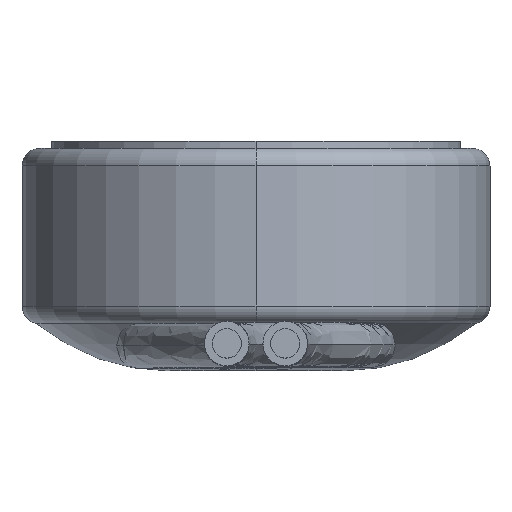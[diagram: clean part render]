
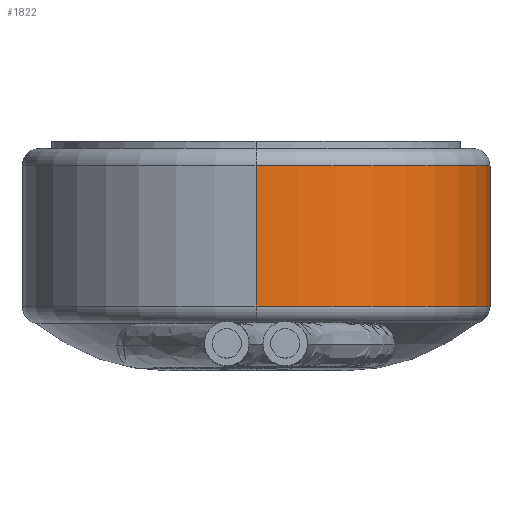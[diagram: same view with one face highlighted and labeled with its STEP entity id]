
A CAD part, top view. The second image highlights one B-rep face of the part: STEP entity #1822.
In plain terms, the highlighted cylindrical face has radius 2 mm (diameter 4 mm), a partial arc.
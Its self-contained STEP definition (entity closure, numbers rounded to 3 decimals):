
#74 = CYLINDRICAL_SURFACE ( 'NONE', #1011, 2. ) ;
#95 = VERTEX_POINT ( 'NONE', #876 ) ;
#144 = DIRECTION ( 'NONE',  ( 0., 0., -1. ) ) ;
#180 = ORIENTED_EDGE ( 'NONE', *, *, #1644, .F. ) ;
#198 = ORIENTED_EDGE ( 'NONE', *, *, #1847, .T. ) ;
#222 = ORIENTED_EDGE ( 'NONE', *, *, #2060, .T. ) ;
#282 = LINE ( 'NONE', #1628, #636 ) ;
#403 = DIRECTION ( 'NONE',  ( 0., -1., 0. ) ) ;
#430 = AXIS2_PLACEMENT_3D ( 'NONE', #922, #2134, #1092 ) ;
#435 = VERTEX_POINT ( 'NONE', #600 ) ;
#591 = DIRECTION ( 'NONE',  ( 0., -1., 0. ) ) ;
#600 = CARTESIAN_POINT ( 'NONE',  ( 0., 0.15, 2. ) ) ;
#636 = VECTOR ( 'NONE', #403, 1000. ) ;
#726 = CARTESIAN_POINT ( 'NONE',  ( 0., 1.35, -2. ) ) ;
#868 = ORIENTED_EDGE ( 'NONE', *, *, #1708, .F. ) ;
#876 = CARTESIAN_POINT ( 'NONE',  ( 0., 0.15, -2. ) ) ;
#901 = AXIS2_PLACEMENT_3D ( 'NONE', #2070, #1031, #2240 ) ;
#922 = CARTESIAN_POINT ( 'NONE',  ( 0., 0.15, 0. ) ) ;
#985 = VERTEX_POINT ( 'NONE', #2222 ) ;
#1011 = AXIS2_PLACEMENT_3D ( 'NONE', #1664, #1480, #144 ) ;
#1031 = DIRECTION ( 'NONE',  ( 0., -1., 0. ) ) ;
#1092 = DIRECTION ( 'NONE',  ( 0., 0., -1. ) ) ;
#1258 = VERTEX_POINT ( 'NONE', #726 ) ;
#1367 = CIRCLE ( 'NONE', #901, 2. ) ;
#1480 = DIRECTION ( 'NONE',  ( 0., -1., 0. ) ) ;
#1607 = EDGE_LOOP ( 'NONE', ( #198, #222, #180, #868 ) ) ;
#1628 = CARTESIAN_POINT ( 'NONE',  ( 0., 0., 2. ) ) ;
#1638 = CARTESIAN_POINT ( 'NONE',  ( 0., 0., -2. ) ) ;
#1644 = EDGE_CURVE ( 'NONE', #95, #435, #2151, .T. ) ;
#1664 = CARTESIAN_POINT ( 'NONE',  ( 0., 0., 0. ) ) ;
#1708 = EDGE_CURVE ( 'NONE', #1258, #95, #2101, .T. ) ;
#1822 = ADVANCED_FACE ( 'NONE', ( #1997 ), #74, .T. ) ;
#1847 = EDGE_CURVE ( 'NONE', #1258, #985, #1367, .T. ) ;
#1997 = FACE_OUTER_BOUND ( 'NONE', #1607, .T. ) ;
#2037 = VECTOR ( 'NONE', #591, 1000. ) ;
#2060 = EDGE_CURVE ( 'NONE', #985, #435, #282, .T. ) ;
#2070 = CARTESIAN_POINT ( 'NONE',  ( 0., 1.35, 0. ) ) ;
#2101 = LINE ( 'NONE', #1638, #2037 ) ;
#2134 = DIRECTION ( 'NONE',  ( 0., -1., 0. ) ) ;
#2151 = CIRCLE ( 'NONE', #430, 2. ) ;
#2222 = CARTESIAN_POINT ( 'NONE',  ( 0., 1.35, 2. ) ) ;
#2240 = DIRECTION ( 'NONE',  ( 0., 0., -1. ) ) ;
